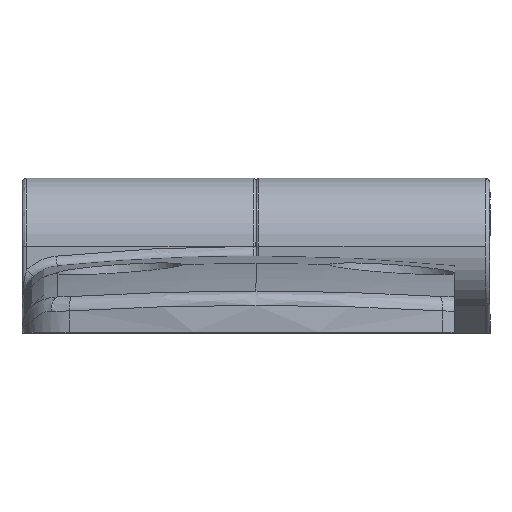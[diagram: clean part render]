
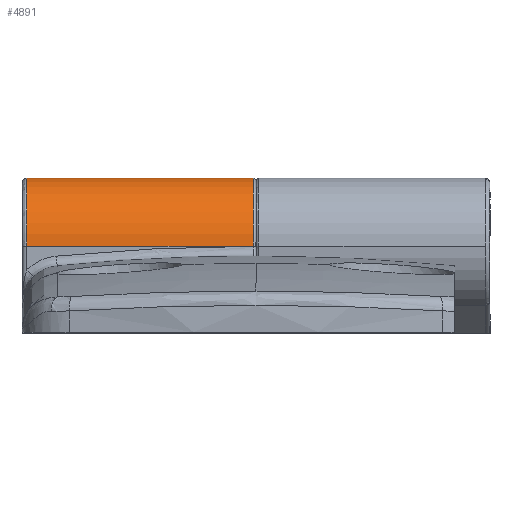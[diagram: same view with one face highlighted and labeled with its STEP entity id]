
A CAD part, top view. The second image highlights one B-rep face of the part: STEP entity #4891.
In plain terms, the highlighted cylindrical face has radius 7 mm (diameter 14 mm), a partial arc.
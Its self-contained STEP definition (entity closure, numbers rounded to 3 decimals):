
#40 = ORIENTED_EDGE ( 'NONE', *, *, #1398, .T. ) ;
#397 = LINE ( 'NONE', #1470, #6556 ) ;
#398 = ORIENTED_EDGE ( 'NONE', *, *, #7514, .F. ) ;
#468 = VERTEX_POINT ( 'NONE', #6273 ) ;
#627 = CIRCLE ( 'NONE', #2454, 7. ) ;
#698 = CARTESIAN_POINT ( 'NONE',  ( -59.953, 28.635, 27.625 ) ) ;
#718 = VERTEX_POINT ( 'NONE', #1811 ) ;
#1219 = VERTEX_POINT ( 'NONE', #7139 ) ;
#1323 = ORIENTED_EDGE ( 'NONE', *, *, #4536, .F. ) ;
#1352 = AXIS2_PLACEMENT_3D ( 'NONE', #4761, #5248, #4175 ) ;
#1398 = EDGE_CURVE ( 'NONE', #7016, #1219, #3276, .T. ) ;
#1470 = CARTESIAN_POINT ( 'NONE',  ( -60.453, 35.635, 27.625 ) ) ;
#1539 = CARTESIAN_POINT ( 'NONE',  ( -59.953, 28.635, 34.625 ) ) ;
#1658 = EDGE_CURVE ( 'NONE', #718, #7016, #6967, .T. ) ;
#1811 = CARTESIAN_POINT ( 'NONE',  ( -59.953, 35.635, 27.625 ) ) ;
#2454 = AXIS2_PLACEMENT_3D ( 'NONE', #2686, #6190, #6794 ) ;
#2686 = CARTESIAN_POINT ( 'NONE',  ( -36.753, 28.635, 27.625 ) ) ;
#3142 = FACE_OUTER_BOUND ( 'NONE', #6286, .T. ) ;
#3276 = LINE ( 'NONE', #6219, #4461 ) ;
#3970 = CYLINDRICAL_SURFACE ( 'NONE', #1352, 7. ) ;
#4175 = DIRECTION ( 'NONE',  ( 0., 1., 0. ) ) ;
#4461 = VECTOR ( 'NONE', #6816, 1000. ) ;
#4536 = EDGE_CURVE ( 'NONE', #468, #1219, #627, .T. ) ;
#4761 = CARTESIAN_POINT ( 'NONE',  ( -60.453, 28.635, 27.625 ) ) ;
#4891 = ADVANCED_FACE ( 'NONE', ( #3142 ), #3970, .T. ) ;
#4921 = ORIENTED_EDGE ( 'NONE', *, *, #1658, .T. ) ;
#5132 = AXIS2_PLACEMENT_3D ( 'NONE', #698, #7207, #7179 ) ;
#5248 = DIRECTION ( 'NONE',  ( 1., 0., 0. ) ) ;
#5688 = DIRECTION ( 'NONE',  ( 1., 0., 0. ) ) ;
#6190 = DIRECTION ( 'NONE',  ( 1., 0., 0. ) ) ;
#6219 = CARTESIAN_POINT ( 'NONE',  ( -60.453, 28.635, 34.625 ) ) ;
#6273 = CARTESIAN_POINT ( 'NONE',  ( -36.753, 35.635, 27.625 ) ) ;
#6286 = EDGE_LOOP ( 'NONE', ( #398, #4921, #40, #1323 ) ) ;
#6556 = VECTOR ( 'NONE', #5688, 1000. ) ;
#6794 = DIRECTION ( 'NONE',  ( 0., 0., -1. ) ) ;
#6816 = DIRECTION ( 'NONE',  ( 1., 0., 0. ) ) ;
#6967 = CIRCLE ( 'NONE', #5132, 7. ) ;
#7016 = VERTEX_POINT ( 'NONE', #1539 ) ;
#7139 = CARTESIAN_POINT ( 'NONE',  ( -36.753, 28.635, 34.625 ) ) ;
#7179 = DIRECTION ( 'NONE',  ( 0., 1., 0. ) ) ;
#7207 = DIRECTION ( 'NONE',  ( 1., 0., 0. ) ) ;
#7514 = EDGE_CURVE ( 'NONE', #718, #468, #397, .T. ) ;
